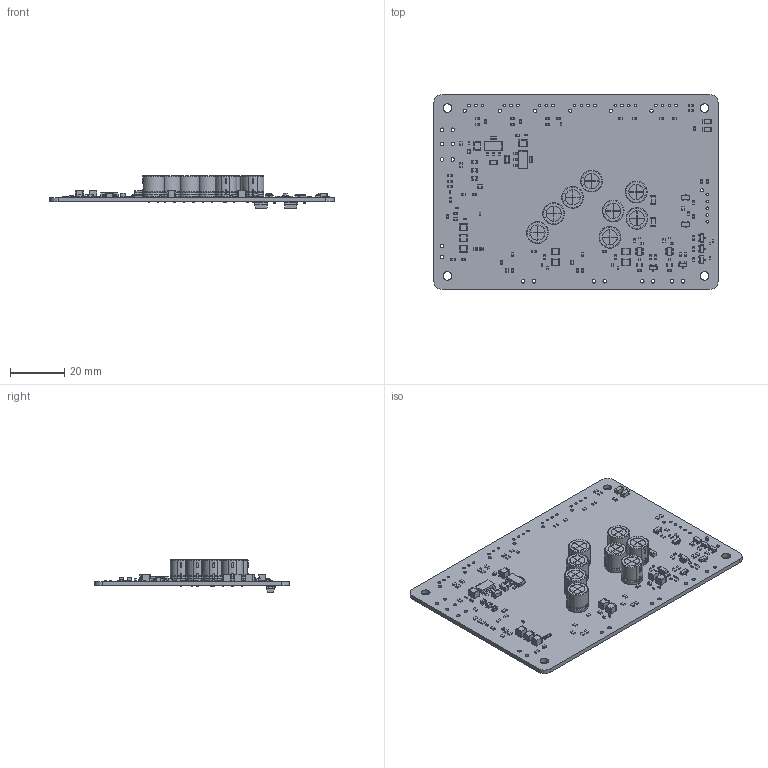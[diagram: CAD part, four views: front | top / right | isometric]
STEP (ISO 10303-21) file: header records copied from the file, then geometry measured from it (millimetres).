
FILE_DESCRIPTION(('KiCad electronic assembly'),'2;1');
FILE_NAME('Column Controller.step','2024-12-26T16:39:13',('Pcbnew'),( 'Kicad'),'Open CASCADE STEP processor 7.7','KiCad to STEP converter' ,'Unknown');
FILE_SCHEMA(('AUTOMOTIVE_DESIGN { 1 0 10303 214 1 1 1 1 }'));
Length unit declared in the file: millimetre
Products named in the file (30): Column Controller 1; C_0805_2012Metric; R_0603_1608Metric; R_0402_1005Metric; C_0603_1608Metric; SOT-23; SOT_23; LED_0603_1608Metric; C_1206_3216Metric; CP_Radial_D8.0mm_P3.50mm; CP_Radial_D80mm_P350mm; C_1210_3225Metric; SOT-223; SOT_223; C_0402_1005Metric; R_0805_2012Metric; SOT-23-6; SOT_23_6; D_SMA; Column Controller_PCB
Assembly tree (145 placements, depth 3):
  Column Controller 1
    C_0805_2012Metric  x3
      C_0805_2012Metric
    R_0603_1608Metric  x54
      R_0603_1608Metric
    R_0402_1005Metric  x9
      R_0402_1005Metric
    C_0603_1608Metric  x5
      C_0603_1608Metric
    SOT-23  x7
      SOT_23
    LED_0603_1608Metric  x3
      LED_0603_1608Metric
    C_1206_3216Metric  x6
      C_1206_3216Metric
    CP_Radial_D8.0mm_P3.50mm  x8
      CP_Radial_D80mm_P350mm
    C_1210_3225Metric  x9
      C_1210_3225Metric
    SOT-223  x2
      SOT_223
    C_0402_1005Metric  x19
      C_0402_1005Metric
    R_0805_2012Metric
      R_0805_2012Metric
    SOT-23-6  x2
      SOT_23_6
    D_SMA  x2
      D_SMA
    Column Controller_PCB
Bounding box: 105 x 72 x 11.92 mm (x, y, z)
Volume: 15500.9 mm3; surface area: 20288.4 mm2
Topology: 131 solids, 139 shells, 4519 faces, 11586 edges, 7458 vertices
Faces by surface type: plane 2685, cylinder 1405, bspline 365, revolution 48, torus 16
Full cylindrical faces by diameter (mm): 0.5 x16, 0.8 x16, 0.95 x26, 1.2 x7, 1.3 x16, 3.2 x4
Entity records: 28767 total; most frequent: CARTESIAN_POINT 5217, DIRECTION 3768, ORIENTED_EDGE 3732, EDGE_CURVE 1866, AXIS2_PLACEMENT_3D 1262, LINE 1238, VECTOR 1238, VERTEX_POINT 1193
